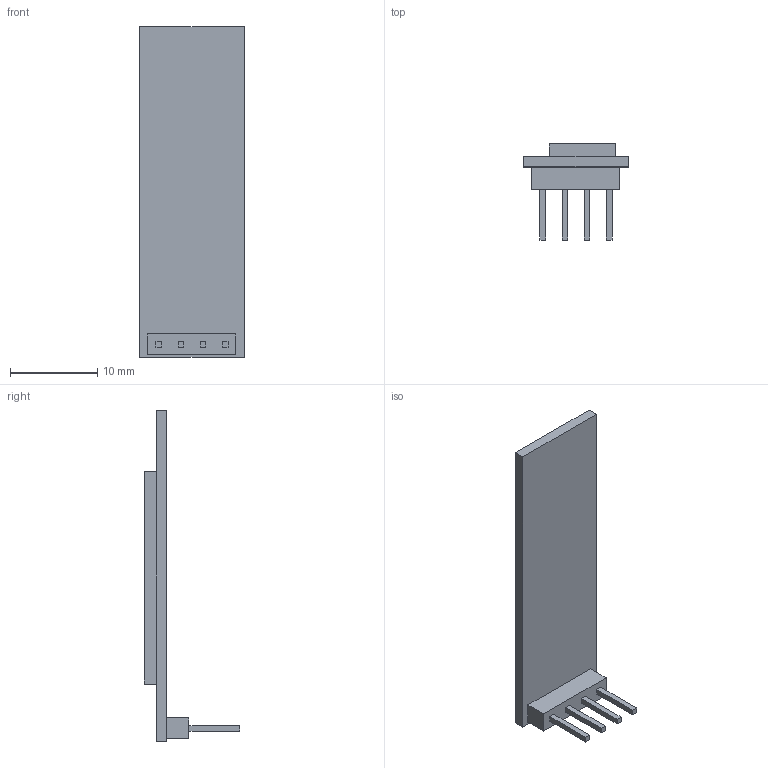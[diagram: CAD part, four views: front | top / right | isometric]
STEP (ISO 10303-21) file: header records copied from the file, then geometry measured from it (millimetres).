
FILE_DESCRIPTION (( 'STEP AP203' ), '1' );
FILE_NAME ('HS91L02W2C01.STEP', '2025-11-26T08:58:19', ( '' ), ( '' ), 'SwSTEP 2.0', 'SolidWorks 2023', '' );
FILE_SCHEMA (( 'CONFIG_CONTROL_DESIGN' ));
Length unit declared in the file: millimetre
Products named in the file (1): HS91L02W2C01
Bounding box: 12 x 10.98 x 38 mm (x, y, z)
Volume: 878 mm3; surface area: 1615.7 mm2
Topology: 2 solids, 2 shells, 37 faces, 84 edges, 56 vertices
Faces by surface type: plane 37
Entity records: 1093 total; most frequent: CARTESIAN_POINT 178, ORIENTED_EDGE 168, DIRECTION 160, EDGE_CURVE 84, VECTOR 84, LINE 84, VERTEX_POINT 56, EDGE_LOOP 42
